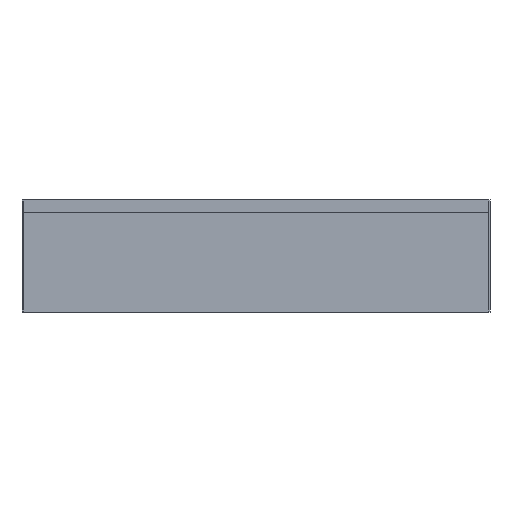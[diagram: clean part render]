
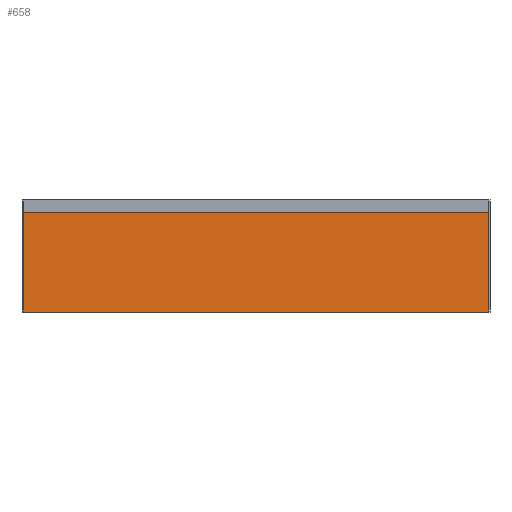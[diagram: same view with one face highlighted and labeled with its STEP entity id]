
A CAD part, left-side view. The second image highlights one B-rep face of the part: STEP entity #658.
In plain terms, the highlighted planar face has unit normal (-1, 0, 0).
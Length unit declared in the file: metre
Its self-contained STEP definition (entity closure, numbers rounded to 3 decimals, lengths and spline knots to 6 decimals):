
#84=ORIENTED_EDGE('',*,*,#228,.T.);
#85=ORIENTED_EDGE('',*,*,#229,.F.);
#86=ORIENTED_EDGE('',*,*,#230,.F.);
#87=ORIENTED_EDGE('',*,*,#231,.T.);
#228=EDGE_CURVE('',#304,#305,#372,.T.);
#229=EDGE_CURVE('',#306,#305,#373,.T.);
#230=EDGE_CURVE('',#307,#306,#374,.T.);
#231=EDGE_CURVE('',#307,#304,#375,.T.);
#304=VERTEX_POINT('',#1031);
#305=VERTEX_POINT('',#1032);
#306=VERTEX_POINT('',#1034);
#307=VERTEX_POINT('',#1036);
#372=LINE('',#1030,#444);
#373=LINE('',#1033,#445);
#374=LINE('',#1035,#446);
#375=LINE('',#1037,#447);
#444=VECTOR('',#846,1.);
#445=VECTOR('',#847,1.);
#446=VECTOR('',#848,1.);
#447=VECTOR('',#849,1.);
#504=EDGE_LOOP('',(#84,#85,#86,#87));
#564=FACE_BOUND('',#504,.T.);
#624=PLANE('',#749);
#658=ADVANCED_FACE('',(#564),#624,.F.);
#749=AXIS2_PLACEMENT_3D('',#1029,#844,#845);
#844=DIRECTION('',(1.,0.,0.));
#845=DIRECTION('',(0.,0.,-1.));
#846=DIRECTION('',(0.,1.,0.));
#847=DIRECTION('',(0.,0.,1.));
#848=DIRECTION('',(0.,1.,0.));
#849=DIRECTION('',(0.,0.,1.));
#1029=CARTESIAN_POINT('',(-0.0594,0.0093,-0.009));
#1030=CARTESIAN_POINT('',(-0.0594,0.0093,-0.001));
#1031=CARTESIAN_POINT('',(-0.0594,-0.0094,-0.001));
#1032=CARTESIAN_POINT('',(-0.0594,0.028,-0.001));
#1033=CARTESIAN_POINT('',(-0.0594,0.028,-0.009));
#1034=CARTESIAN_POINT('',(-0.0594,0.028,-0.009));
#1035=CARTESIAN_POINT('',(-0.0594,0.0093,-0.009));
#1036=CARTESIAN_POINT('',(-0.0594,-0.0094,-0.009));
#1037=CARTESIAN_POINT('',(-0.0594,-0.0094,-0.009));
